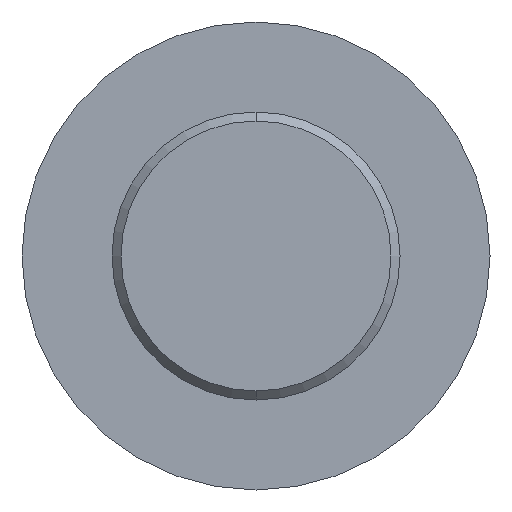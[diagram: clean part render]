
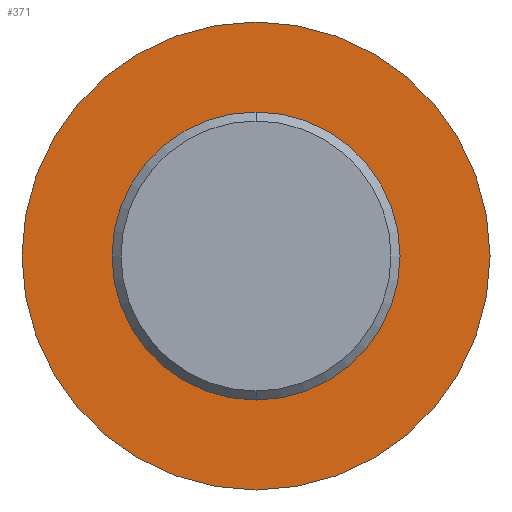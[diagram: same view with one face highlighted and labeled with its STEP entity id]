
A CAD part, front view. The second image highlights one B-rep face of the part: STEP entity #371.
In plain terms, the highlighted planar face has unit normal (0, -1, 0).
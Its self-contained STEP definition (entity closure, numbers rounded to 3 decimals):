
#5 = DIRECTION ( 'NONE',  ( 0., 0., 1. ) ) ;
#6 = DIRECTION ( 'NONE',  ( 0., -1., 0. ) ) ;
#13 = DIRECTION ( 'NONE',  ( 0., 0., 1. ) ) ;
#14 = DIRECTION ( 'NONE',  ( 0., 1., 0. ) ) ;
#15 = CARTESIAN_POINT ( 'NONE',  ( 0., 0., 0. ) ) ;
#22 = FACE_BOUND ( 'NONE', #317, .T. ) ;
#70 = DIRECTION ( 'NONE',  ( 0., 0., 1. ) ) ;
#78 = EDGE_CURVE ( 'NONE', #287, #170, #167, .T. ) ;
#79 = EDGE_CURVE ( 'NONE', #171, #268, #279, .T. ) ;
#83 = EDGE_CURVE ( 'NONE', #268, #171, #340, .T. ) ;
#98 = EDGE_CURVE ( 'NONE', #170, #287, #343, .T. ) ;
#114 = AXIS2_PLACEMENT_3D ( 'NONE', #558, #6, #5 ) ;
#115 = AXIS2_PLACEMENT_3D ( 'NONE', #15, #14, #13 ) ;
#117 = AXIS2_PLACEMENT_3D ( 'NONE', #562, #563, #70 ) ;
#122 = AXIS2_PLACEMENT_3D ( 'NONE', #409, #410, #411 ) ;
#143 = AXIS2_PLACEMENT_3D ( 'NONE', #514, #522, #523 ) ;
#167 = CIRCLE ( 'NONE', #114, 4. ) ;
#170 = VERTEX_POINT ( 'NONE', #447 ) ;
#171 = VERTEX_POINT ( 'NONE', #449 ) ;
#195 = EDGE_LOOP ( 'NONE', ( #350, #331 ) ) ;
#231 = ORIENTED_EDGE ( 'NONE', *, *, #98, .F. ) ;
#251 = ORIENTED_EDGE ( 'NONE', *, *, #78, .F. ) ;
#268 = VERTEX_POINT ( 'NONE', #456 ) ;
#279 = CIRCLE ( 'NONE', #115, 6.5 ) ;
#287 = VERTEX_POINT ( 'NONE', #459 ) ;
#317 = EDGE_LOOP ( 'NONE', ( #251, #231 ) ) ;
#331 = ORIENTED_EDGE ( 'NONE', *, *, #79, .F. ) ;
#340 = CIRCLE ( 'NONE', #117, 6.5 ) ;
#343 = CIRCLE ( 'NONE', #122, 4. ) ;
#350 = ORIENTED_EDGE ( 'NONE', *, *, #83, .F. ) ;
#371 = ADVANCED_FACE ( 'NONE', ( #564, #22 ), #520, .F. ) ;
#409 = CARTESIAN_POINT ( 'NONE',  ( 0., 0., 0. ) ) ;
#410 = DIRECTION ( 'NONE',  ( 0., -1., 0. ) ) ;
#411 = DIRECTION ( 'NONE',  ( 0., 0., 1. ) ) ;
#447 = CARTESIAN_POINT ( 'NONE',  ( 0., 0., -4. ) ) ;
#449 = CARTESIAN_POINT ( 'NONE',  ( 0., 0., 6.5 ) ) ;
#456 = CARTESIAN_POINT ( 'NONE',  ( 0., 0., -6.5 ) ) ;
#459 = CARTESIAN_POINT ( 'NONE',  ( 0., 0., 4. ) ) ;
#514 = CARTESIAN_POINT ( 'NONE',  ( 0., 0., 0. ) ) ;
#520 = PLANE ( 'NONE',  #143 ) ;
#522 = DIRECTION ( 'NONE',  ( 0., 1., 0. ) ) ;
#523 = DIRECTION ( 'NONE',  ( 0., 0., 1. ) ) ;
#558 = CARTESIAN_POINT ( 'NONE',  ( 0., 0., 0. ) ) ;
#562 = CARTESIAN_POINT ( 'NONE',  ( 0., 0., 0. ) ) ;
#563 = DIRECTION ( 'NONE',  ( 0., 1., 0. ) ) ;
#564 = FACE_OUTER_BOUND ( 'NONE', #195, .T. ) ;
